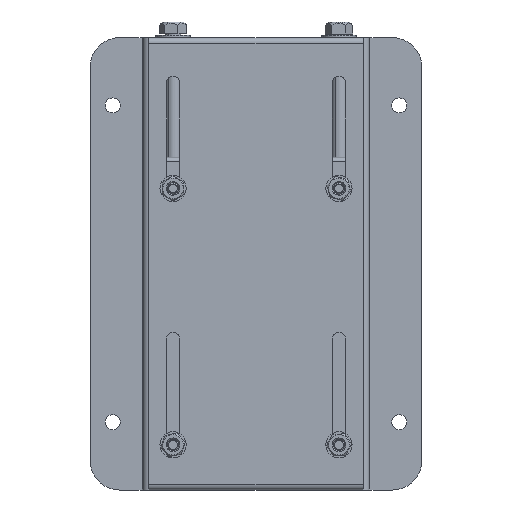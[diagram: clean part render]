
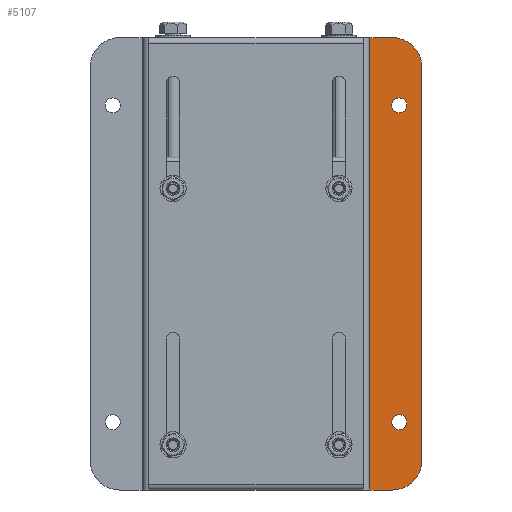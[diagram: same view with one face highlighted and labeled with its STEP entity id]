
A CAD part, front view. The second image highlights one B-rep face of the part: STEP entity #5107.
In plain terms, the highlighted planar face has unit normal (0, -1, 0).
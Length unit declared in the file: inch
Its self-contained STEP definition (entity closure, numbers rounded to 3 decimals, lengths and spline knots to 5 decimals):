
#318 = AXIS2_PLACEMENT_3D ( 'NONE', #16375, #897, #13572 ) ;
#329 = CARTESIAN_POINT ( 'NONE',  ( 4.27658, 1.54223, 0.98425 ) ) ;
#676 = CARTESIAN_POINT ( 'NONE',  ( 4.27658, 1.54223, 15. ) ) ;
#792 = EDGE_CURVE ( 'NONE', #3831, #11452, #14179, .T. ) ;
#897 = DIRECTION ( 'NONE',  ( 0., 1., 0. ) ) ;
#1162 = CARTESIAN_POINT ( 'NONE',  ( 5.26083, 1.54223, 15. ) ) ;
#1263 = VERTEX_POINT ( 'NONE', #676 ) ;
#1641 = CARTESIAN_POINT ( 'NONE',  ( 4.51083, 1.54223, 13. ) ) ;
#1727 = DIRECTION ( 'NONE',  ( 0., 0., -1. ) ) ;
#1972 = DIRECTION ( 'NONE',  ( 0., 1., 0. ) ) ;
#1984 = CARTESIAN_POINT ( 'NONE',  ( 4.51083, 1.54223, 2.25 ) ) ;
#2270 = VECTOR ( 'NONE', #4856, 39.37008 ) ;
#2558 = DIRECTION ( 'NONE',  ( 0., 0., -1. ) ) ;
#2578 = VERTEX_POINT ( 'NONE', #10351 ) ;
#2885 = EDGE_LOOP ( 'NONE', ( #8678, #9339, #11457, #12461, #4955, #13303 ) ) ;
#3031 = ORIENTED_EDGE ( 'NONE', *, *, #6587, .T. ) ;
#3176 = AXIS2_PLACEMENT_3D ( 'NONE', #329, #10075, #1727 ) ;
#3249 = EDGE_CURVE ( 'NONE', #2578, #5943, #12387, .T. ) ;
#3520 = VERTEX_POINT ( 'NONE', #5391 ) ;
#3764 = EDGE_CURVE ( 'NONE', #13845, #16755, #17618, .T. ) ;
#3831 = VERTEX_POINT ( 'NONE', #17661 ) ;
#4283 = EDGE_CURVE ( 'NONE', #11452, #16747, #9681, .T. ) ;
#4696 = AXIS2_PLACEMENT_3D ( 'NONE', #1984, #15879, #11755 ) ;
#4847 = DIRECTION ( 'NONE',  ( 0., 0., 1. ) ) ;
#4856 = DIRECTION ( 'NONE',  ( -1., 0., 0. ) ) ;
#4955 = ORIENTED_EDGE ( 'NONE', *, *, #7969, .F. ) ;
#5107 = ADVANCED_FACE ( 'NONE', ( #10434, #11992, #8254 ), #5238, .T. ) ;
#5119 = EDGE_LOOP ( 'NONE', ( #16991, #13703 ) ) ;
#5238 = PLANE ( 'NONE',  #8763 ) ;
#5252 = AXIS2_PLACEMENT_3D ( 'NONE', #7684, #1972, #4847 ) ;
#5391 = CARTESIAN_POINT ( 'NONE',  ( 3.53983, 1.54223, 15. ) ) ;
#5943 = VERTEX_POINT ( 'NONE', #12101 ) ;
#6237 = VERTEX_POINT ( 'NONE', #14277 ) ;
#6566 = CARTESIAN_POINT ( 'NONE',  ( 4.51083, 1.54223, 12.5 ) ) ;
#6587 = EDGE_CURVE ( 'NONE', #16755, #13845, #15376, .T. ) ;
#7516 = DIRECTION ( 'NONE',  ( 0., 0., 1. ) ) ;
#7684 = CARTESIAN_POINT ( 'NONE',  ( 4.27658, 1.54223, 14.01575 ) ) ;
#7860 = LINE ( 'NONE', #14211, #15074 ) ;
#7969 = EDGE_CURVE ( 'NONE', #6237, #3831, #13219, .T. ) ;
#8254 = FACE_BOUND ( 'NONE', #5119, .T. ) ;
#8281 = CARTESIAN_POINT ( 'NONE',  ( 4.51083, 1.54223, 12.75 ) ) ;
#8414 = EDGE_CURVE ( 'NONE', #1263, #3520, #8601, .T. ) ;
#8418 = VECTOR ( 'NONE', #2558, 39.37008 ) ;
#8470 = CARTESIAN_POINT ( 'NONE',  ( 3.53983, 1.54223, 0. ) ) ;
#8601 = LINE ( 'NONE', #10417, #16500 ) ;
#8678 = ORIENTED_EDGE ( 'NONE', *, *, #8414, .T. ) ;
#8763 = AXIS2_PLACEMENT_3D ( 'NONE', #12266, #11077, #17930 ) ;
#9339 = ORIENTED_EDGE ( 'NONE', *, *, #11857, .T. ) ;
#9512 = CARTESIAN_POINT ( 'NONE',  ( 4.27658, 1.54223, 0. ) ) ;
#9681 = LINE ( 'NONE', #11815, #2270 ) ;
#10075 = DIRECTION ( 'NONE',  ( 0., 1., 0. ) ) ;
#10351 = CARTESIAN_POINT ( 'NONE',  ( 4.51083, 1.54223, 2.5 ) ) ;
#10417 = CARTESIAN_POINT ( 'NONE',  ( -4.01817, 1.54223, 15. ) ) ;
#10434 = FACE_OUTER_BOUND ( 'NONE', #2885, .T. ) ;
#11028 = DIRECTION ( 'NONE',  ( 0., 1., 0. ) ) ;
#11077 = DIRECTION ( 'NONE',  ( 0., -1., 0. ) ) ;
#11092 = EDGE_LOOP ( 'NONE', ( #3031, #14569 ) ) ;
#11362 = DIRECTION ( 'NONE',  ( 0., 0., -1. ) ) ;
#11427 = CIRCLE ( 'NONE', #5252, 0.98425 ) ;
#11452 = VERTEX_POINT ( 'NONE', #9512 ) ;
#11457 = ORIENTED_EDGE ( 'NONE', *, *, #4283, .F. ) ;
#11724 = DIRECTION ( 'NONE',  ( -1., 0., 0. ) ) ;
#11755 = DIRECTION ( 'NONE',  ( 0., 0., 1. ) ) ;
#11815 = CARTESIAN_POINT ( 'NONE',  ( 3.35335, 1.54223, 0. ) ) ;
#11857 = EDGE_CURVE ( 'NONE', #3520, #16747, #7860, .T. ) ;
#11992 = FACE_BOUND ( 'NONE', #11092, .T. ) ;
#12101 = CARTESIAN_POINT ( 'NONE',  ( 4.51083, 1.54223, 2. ) ) ;
#12266 = CARTESIAN_POINT ( 'NONE',  ( 3.51083, 1.54223, 15. ) ) ;
#12387 = CIRCLE ( 'NONE', #318, 0.25 ) ;
#12461 = ORIENTED_EDGE ( 'NONE', *, *, #792, .F. ) ;
#13072 = CARTESIAN_POINT ( 'NONE',  ( 4.51083, 1.54223, 12.75 ) ) ;
#13196 = DIRECTION ( 'NONE',  ( 0., 1., 0. ) ) ;
#13219 = LINE ( 'NONE', #1162, #8418 ) ;
#13303 = ORIENTED_EDGE ( 'NONE', *, *, #16486, .F. ) ;
#13406 = AXIS2_PLACEMENT_3D ( 'NONE', #13072, #13196, #7516 ) ;
#13572 = DIRECTION ( 'NONE',  ( 0., 0., 1. ) ) ;
#13682 = AXIS2_PLACEMENT_3D ( 'NONE', #8281, #11028, #13943 ) ;
#13703 = ORIENTED_EDGE ( 'NONE', *, *, #16068, .T. ) ;
#13845 = VERTEX_POINT ( 'NONE', #6566 ) ;
#13943 = DIRECTION ( 'NONE',  ( 0., 0., 1. ) ) ;
#14179 = CIRCLE ( 'NONE', #3176, 0.98425 ) ;
#14211 = CARTESIAN_POINT ( 'NONE',  ( 3.53983, 1.54223, 15. ) ) ;
#14277 = CARTESIAN_POINT ( 'NONE',  ( 5.26083, 1.54223, 14.01575 ) ) ;
#14569 = ORIENTED_EDGE ( 'NONE', *, *, #3764, .T. ) ;
#15074 = VECTOR ( 'NONE', #11362, 39.37008 ) ;
#15376 = CIRCLE ( 'NONE', #13682, 0.25 ) ;
#15879 = DIRECTION ( 'NONE',  ( 0., 1., 0. ) ) ;
#16068 = EDGE_CURVE ( 'NONE', #5943, #2578, #16741, .T. ) ;
#16375 = CARTESIAN_POINT ( 'NONE',  ( 4.51083, 1.54223, 2.25 ) ) ;
#16486 = EDGE_CURVE ( 'NONE', #1263, #6237, #11427, .T. ) ;
#16500 = VECTOR ( 'NONE', #11724, 39.37008 ) ;
#16741 = CIRCLE ( 'NONE', #4696, 0.25 ) ;
#16747 = VERTEX_POINT ( 'NONE', #8470 ) ;
#16755 = VERTEX_POINT ( 'NONE', #1641 ) ;
#16991 = ORIENTED_EDGE ( 'NONE', *, *, #3249, .T. ) ;
#17618 = CIRCLE ( 'NONE', #13406, 0.25 ) ;
#17661 = CARTESIAN_POINT ( 'NONE',  ( 5.26083, 1.54223, 0.98425 ) ) ;
#17930 = DIRECTION ( 'NONE',  ( 0., 0., -1. ) ) ;
